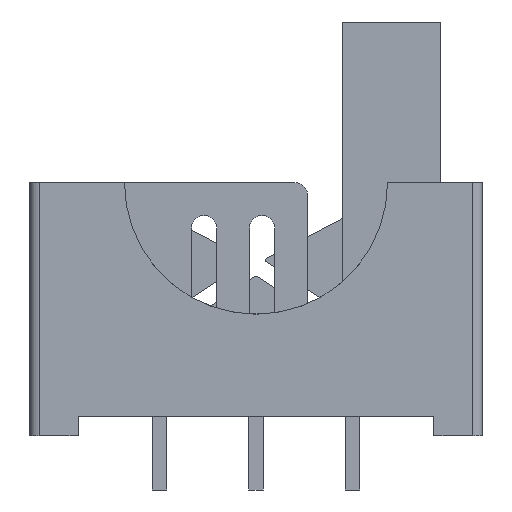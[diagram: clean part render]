
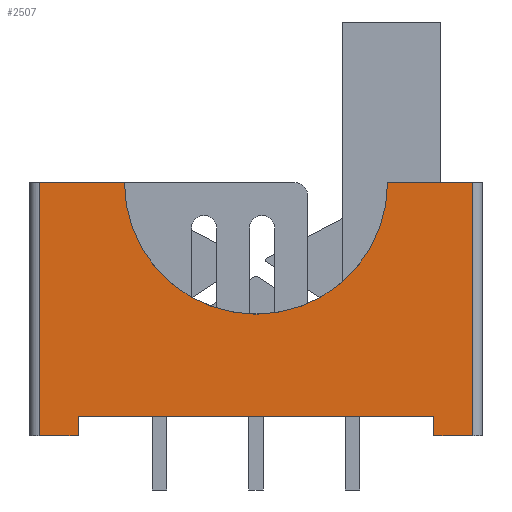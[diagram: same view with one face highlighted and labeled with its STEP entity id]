
A CAD part, front view. The second image highlights one B-rep face of the part: STEP entity #2507.
In plain terms, the highlighted planar face has unit normal (0, -1, 0).
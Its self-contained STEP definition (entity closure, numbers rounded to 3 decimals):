
#81 = VERTEX_POINT('',#82);
#82 = CARTESIAN_POINT('',(-11.21,-1.1,0.));
#89 = EDGE_CURVE('',#90,#81,#92,.T.);
#90 = VERTEX_POINT('',#91);
#91 = CARTESIAN_POINT('',(-9.198,-1.1,0.));
#92 = LINE('',#93,#94);
#93 = CARTESIAN_POINT('',(11.21,-1.1,0.));
#94 = VECTOR('',#95,1.);
#95 = DIRECTION('',(-1.,0.,0.));
#174 = EDGE_CURVE('',#175,#177,#179,.T.);
#175 = VERTEX_POINT('',#176);
#176 = CARTESIAN_POINT('',(-9.198,-1.1,1.));
#177 = VERTEX_POINT('',#178);
#178 = CARTESIAN_POINT('',(9.198,-1.1,1.));
#179 = LINE('',#180,#181);
#180 = CARTESIAN_POINT('',(1.006,-1.1,1.));
#181 = VECTOR('',#182,1.);
#182 = DIRECTION('',(1.,0.,0.));
#599 = VERTEX_POINT('',#600);
#600 = CARTESIAN_POINT('',(-11.21,-1.1,13.1));
#607 = EDGE_CURVE('',#608,#599,#610,.T.);
#608 = VERTEX_POINT('',#609);
#609 = CARTESIAN_POINT('',(-6.808,-1.1,13.1));
#610 = LINE('',#611,#612);
#611 = CARTESIAN_POINT('',(11.21,-1.1,13.1));
#612 = VECTOR('',#613,1.);
#613 = DIRECTION('',(-1.,0.,0.));
#741 = EDGE_CURVE('',#90,#175,#742,.T.);
#742 = LINE('',#743,#744);
#743 = CARTESIAN_POINT('',(-9.198,-1.1,0.));
#744 = VECTOR('',#745,1.);
#745 = DIRECTION('',(0.,0.,1.));
#770 = EDGE_CURVE('',#81,#599,#771,.T.);
#771 = LINE('',#772,#773);
#772 = CARTESIAN_POINT('',(-11.21,-1.1,0.));
#773 = VECTOR('',#774,1.);
#774 = DIRECTION('',(0.,0.,1.));
#865 = EDGE_CURVE('',#177,#866,#868,.T.);
#866 = VERTEX_POINT('',#867);
#867 = CARTESIAN_POINT('',(9.198,-1.1,0.));
#868 = LINE('',#869,#870);
#869 = CARTESIAN_POINT('',(9.198,-1.1,0.5));
#870 = VECTOR('',#871,1.);
#871 = DIRECTION('',(-0.,-0.,-1.));
#1482 = EDGE_CURVE('',#1483,#866,#1485,.T.);
#1483 = VERTEX_POINT('',#1484);
#1484 = CARTESIAN_POINT('',(11.21,-1.1,0.));
#1485 = LINE('',#1486,#1487);
#1486 = CARTESIAN_POINT('',(11.21,-1.1,0.));
#1487 = VECTOR('',#1488,1.);
#1488 = DIRECTION('',(-1.,0.,0.));
#1658 = VERTEX_POINT('',#1659);
#1659 = CARTESIAN_POINT('',(6.808,-1.1,13.1));
#1665 = EDGE_CURVE('',#1666,#1658,#1668,.T.);
#1666 = VERTEX_POINT('',#1667);
#1667 = CARTESIAN_POINT('',(11.21,-1.1,13.1));
#1668 = LINE('',#1669,#1670);
#1669 = CARTESIAN_POINT('',(11.21,-1.1,13.1));
#1670 = VECTOR('',#1671,1.);
#1671 = DIRECTION('',(-1.,0.,0.));
#1893 = EDGE_CURVE('',#608,#1658,#1894,.T.);
#1894 = CIRCLE('',#1895,6.808);
#1895 = AXIS2_PLACEMENT_3D('',#1896,#1897,#1898);
#1896 = CARTESIAN_POINT('',(0.,-1.1,13.1));
#1897 = DIRECTION('',(0.,-1.,0.));
#1898 = DIRECTION('',(1.,0.,0.));
#1981 = EDGE_CURVE('',#1483,#1666,#1982,.T.);
#1982 = LINE('',#1983,#1984);
#1983 = CARTESIAN_POINT('',(11.21,-1.1,0.));
#1984 = VECTOR('',#1985,1.);
#1985 = DIRECTION('',(0.,0.,1.));
#2507 = ADVANCED_FACE('',(#2508),#2520,.T.);
#2508 = FACE_BOUND('',#2509,.T.);
#2509 = EDGE_LOOP('',(#2510,#2511,#2512,#2513,#2514,#2515,#2516,#2517,
    #2518,#2519));
#2510 = ORIENTED_EDGE('',*,*,#1482,.F.);
#2511 = ORIENTED_EDGE('',*,*,#1981,.T.);
#2512 = ORIENTED_EDGE('',*,*,#1665,.T.);
#2513 = ORIENTED_EDGE('',*,*,#1893,.F.);
#2514 = ORIENTED_EDGE('',*,*,#607,.T.);
#2515 = ORIENTED_EDGE('',*,*,#770,.F.);
#2516 = ORIENTED_EDGE('',*,*,#89,.F.);
#2517 = ORIENTED_EDGE('',*,*,#741,.T.);
#2518 = ORIENTED_EDGE('',*,*,#174,.T.);
#2519 = ORIENTED_EDGE('',*,*,#865,.T.);
#2520 = PLANE('',#2521);
#2521 = AXIS2_PLACEMENT_3D('',#2522,#2523,#2524);
#2522 = CARTESIAN_POINT('',(0.,-1.1,6.182));
#2523 = DIRECTION('',(-0.,-1.,0.));
#2524 = DIRECTION('',(0.,0.,-1.));
